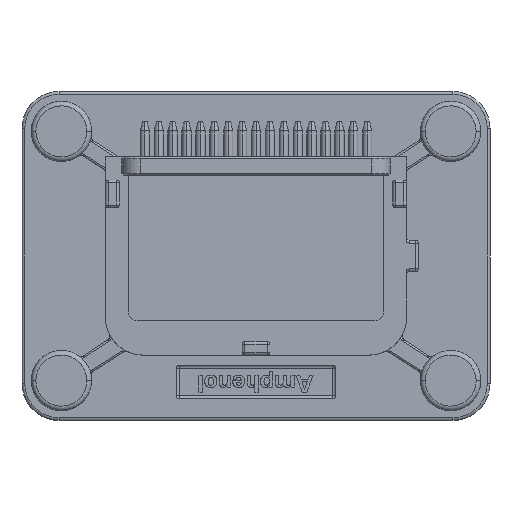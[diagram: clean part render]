
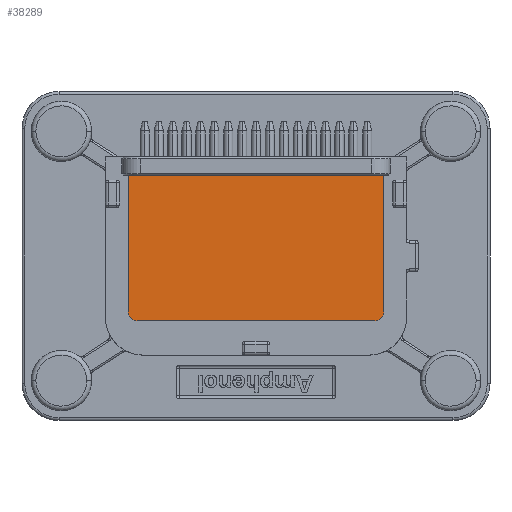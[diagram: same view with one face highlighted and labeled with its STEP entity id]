
A CAD part, front view. The second image highlights one B-rep face of the part: STEP entity #38289.
In plain terms, the highlighted planar face has unit normal (0, -1, 0).
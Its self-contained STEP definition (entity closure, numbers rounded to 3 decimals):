
#12197=DIRECTION('',(-1.,0.,0.));
#12198=VECTOR('',#12197,27.6);
#12199=CARTESIAN_POINT('',(13.8,-23.,8.7));
#12200=LINE('',#12199,#12198);
#12235=DIRECTION('',(0.,0.,-1.));
#12236=VECTOR('',#12235,14.7);
#12237=CARTESIAN_POINT('',(13.8,-23.,8.7));
#12238=LINE('',#12237,#12236);
#12239=CARTESIAN_POINT('',(12.8,-23.,-6.));
#12240=DIRECTION('',(0.,1.,0.));
#12241=DIRECTION('',(1.,0.,0.));
#12242=AXIS2_PLACEMENT_3D('',#12239,#12240,#12241);
#12244=DIRECTION('',(-1.,0.,0.));
#12245=VECTOR('',#12244,25.6);
#12246=CARTESIAN_POINT('',(12.8,-23.,-7.));
#12247=LINE('',#12246,#12245);
#12248=CARTESIAN_POINT('',(-12.8,-23.,-6.));
#12249=DIRECTION('',(0.,1.,0.));
#12250=DIRECTION('',(0.,0.,-1.));
#12251=AXIS2_PLACEMENT_3D('',#12248,#12249,#12250);
#12253=DIRECTION('',(0.,0.,1.));
#12254=VECTOR('',#12253,14.7);
#12255=CARTESIAN_POINT('',(-13.8,-23.,-6.));
#12256=LINE('',#12255,#12254);
#18860=CARTESIAN_POINT('',(13.8,-23.,-6.));
#18861=VERTEX_POINT('',#18860);
#18862=CARTESIAN_POINT('',(13.8,-23.,8.7));
#18863=VERTEX_POINT('',#18862);
#18864=CARTESIAN_POINT('',(12.8,-23.,-7.));
#18865=VERTEX_POINT('',#18864);
#18866=CARTESIAN_POINT('',(-12.8,-23.,-7.));
#18867=VERTEX_POINT('',#18866);
#18868=CARTESIAN_POINT('',(-13.8,-23.,-6.));
#18869=VERTEX_POINT('',#18868);
#18870=CARTESIAN_POINT('',(-13.8,-23.,8.7));
#18871=VERTEX_POINT('',#18870);
#38276=CARTESIAN_POINT('',(13.5,-23.,8.7));
#38277=DIRECTION('',(0.,-1.,0.));
#38278=DIRECTION('',(-1.,0.,0.));
#38279=AXIS2_PLACEMENT_3D('',#38276,#38277,#38278);
#38280=PLANE('',#38279);
#38281=ORIENTED_EDGE('',*,*,#38258,.F.);
#38282=ORIENTED_EDGE('',*,*,#38189,.T.);
#38283=ORIENTED_EDGE('',*,*,#38203,.T.);
#38284=ORIENTED_EDGE('',*,*,#38217,.T.);
#38285=ORIENTED_EDGE('',*,*,#38231,.T.);
#38286=ORIENTED_EDGE('',*,*,#38246,.T.);
#38287=EDGE_LOOP('',(#38281,#38282,#38283,#38284,#38285,#38286));
#38288=FACE_OUTER_BOUND('',#38287,.F.);
#38289=ADVANCED_FACE('',(#38288),#38280,.T.);
#12243=CIRCLE('',#12242,1.);
#12252=CIRCLE('',#12251,1.);
#38189=EDGE_CURVE('',#18863,#18861,#12238,.T.);
#38203=EDGE_CURVE('',#18861,#18865,#12243,.T.);
#38217=EDGE_CURVE('',#18865,#18867,#12247,.T.);
#38231=EDGE_CURVE('',#18867,#18869,#12252,.T.);
#38246=EDGE_CURVE('',#18869,#18871,#12256,.T.);
#38258=EDGE_CURVE('',#18863,#18871,#12200,.T.);
